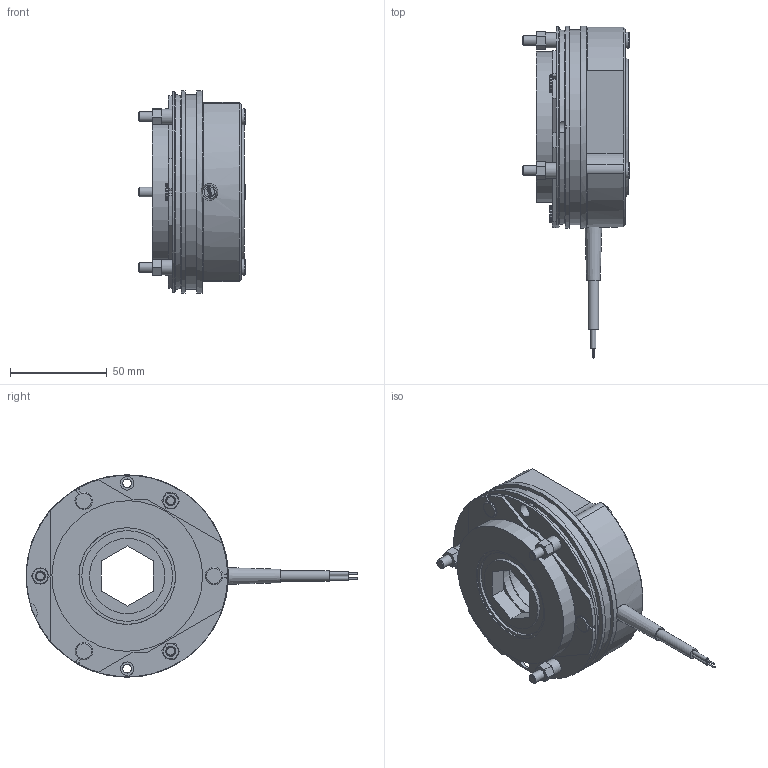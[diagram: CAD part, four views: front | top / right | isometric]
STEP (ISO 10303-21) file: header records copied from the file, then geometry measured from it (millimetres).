
FILE_DESCRIPTION(/* description */ (''),/* implementation_level */ '2;1');
FILE_NAME(/* name */ 'FDB10-N.stp',/* time_stamp */ '2015-01-12T08:02:30+01:00',/* author */ ('Grebe'),/* organization */ (''),/* preprocessor_version */ 'ST-DEVELOPER v15.6',/* originating_system */ 'Autodesk Inventor 2015',/* authorisation */ '');
FILE_SCHEMA (('AUTOMOTIVE_DESIGN { 1 0 10303 214 3 1 1 }'));
Length unit declared in the file: millimetre
Products named in the file (1): Bauteil17
Bounding box: 55 x 171.9 x 104.8 mm (x, y, z)
Volume: 215818.8 mm3; surface area: 79840.5 mm2
Topology: 3 solids, 3 shells, 315 faces, 755 edges, 486 vertices
Faces by surface type: plane 138, cylinder 117, cone 48, torus 12
Full cylindrical faces by diameter (mm): 0.75 x2, 2 x2, 3 x3, 4.5 x2, 5 x6, 5.2 x6, 5.4 x1, 5.5 x1, 6.8 x3, 6.917 x3, 7 x2, 7.2 x7, 7.9 x3, 8 x8, 8.3 x3, 8.5 x3, 9 x3, 10 x3, 13 x1, 32 x2, 39 x2, 41 x1, 47 x2, 49.7 x1, 50 x2, 67 x1, 78 x1, 79 x1, 101 x1, 104.8 x2
Entity records: 8158 total; most frequent: CARTESIAN_POINT 1582, DIRECTION 1424, ORIENTED_EDGE 1148, AXIS2_PLACEMENT_3D 608, EDGE_CURVE 574, EDGE_LOOP 498, VERTEX_POINT 430, FACE_OUTER_BOUND 311
